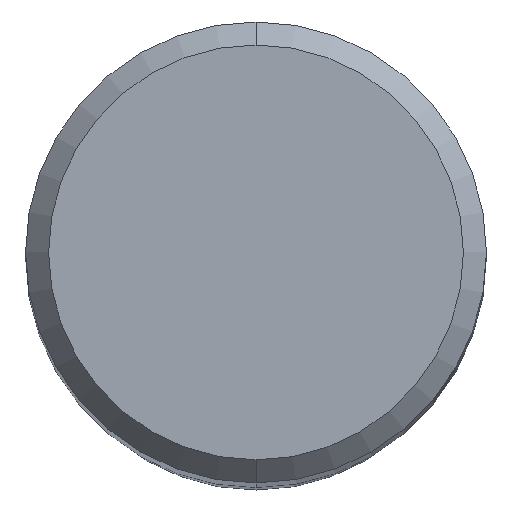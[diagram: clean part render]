
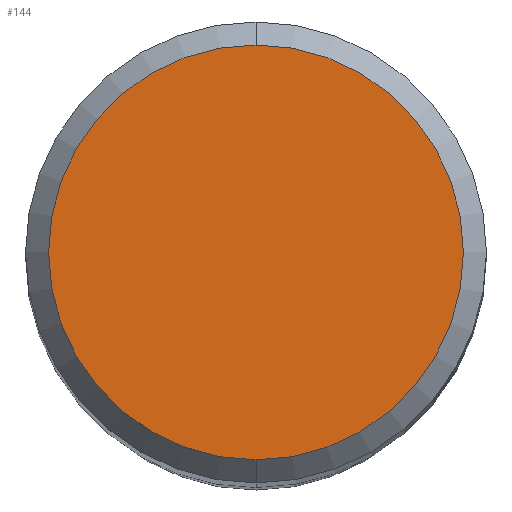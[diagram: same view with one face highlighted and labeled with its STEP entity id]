
A CAD part, top view. The second image highlights one B-rep face of the part: STEP entity #144.
In plain terms, the highlighted planar face has unit normal (0, 0, 1).
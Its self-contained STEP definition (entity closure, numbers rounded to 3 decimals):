
#140=EDGE_CURVE('',#170,#162,#290,.T.);
#144=ADVANCED_FACE('',(#294),#295,.T.);
#162=VERTEX_POINT('',#317);
#170=VERTEX_POINT('',#325);
#192=EDGE_CURVE('',#162,#170,#351,.T.);
#290=CIRCLE('',#461,5.4);
#294=FACE_OUTER_BOUND('',#466,.T.);
#295=PLANE('',#467);
#317=CARTESIAN_POINT('',(0.,-5.4,0.0));
#325=CARTESIAN_POINT('',(0.0,5.4,0.0));
#351=CIRCLE('',#533,5.4);
#461=AXIS2_PLACEMENT_3D('',#641,#642,#643);
#466=EDGE_LOOP('',(#648,#649));
#467=AXIS2_PLACEMENT_3D('',#650,#651,#652);
#533=AXIS2_PLACEMENT_3D('',#719,#720,#721);
#641=CARTESIAN_POINT('',(0.0,0.0,0.0));
#642=DIRECTION('',(0.0,0.0,-1.0));
#643=DIRECTION('',(0.0,1.0,0.0));
#648=ORIENTED_EDGE('',*,*,#140,.F.);
#649=ORIENTED_EDGE('',*,*,#192,.F.);
#650=CARTESIAN_POINT('',(0.0,2.7,0.0));
#651=DIRECTION('',(-0.0,0.0,1.0));
#652=DIRECTION('',(0.0,-1.0,0.0));
#719=CARTESIAN_POINT('',(0.0,0.0,0.0));
#720=DIRECTION('',(0.0,0.0,-1.0));
#721=DIRECTION('',(0.0,1.0,0.0));
